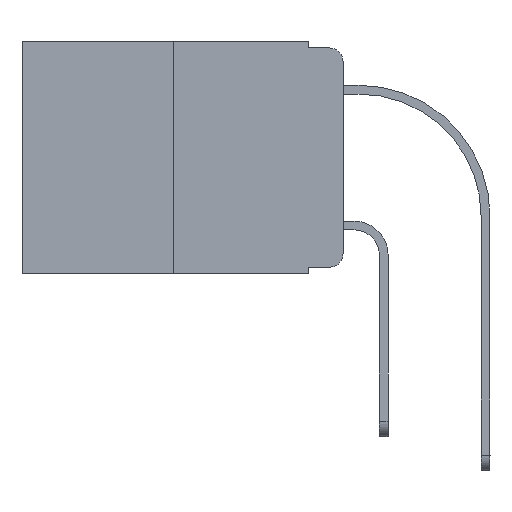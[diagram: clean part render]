
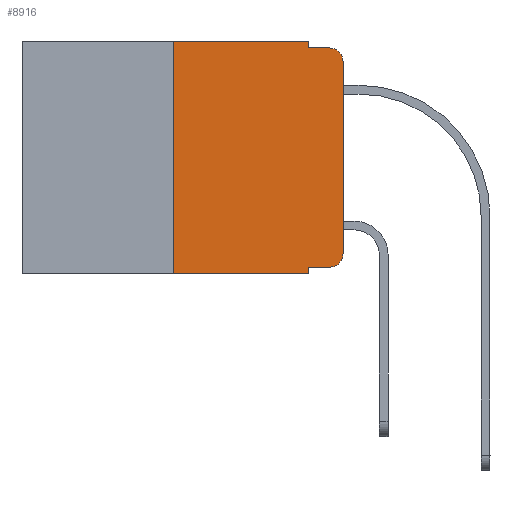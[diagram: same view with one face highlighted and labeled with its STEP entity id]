
A CAD part, left-side view. The second image highlights one B-rep face of the part: STEP entity #8916.
In plain terms, the highlighted planar face has unit normal (-1, 0, 0).
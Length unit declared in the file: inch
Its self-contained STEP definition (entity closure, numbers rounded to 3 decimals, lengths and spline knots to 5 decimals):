
#22 = VERTEX_POINT ( 'NONE', #17265 ) ;
#272 = VERTEX_POINT ( 'NONE', #13572 ) ;
#324 = VERTEX_POINT ( 'NONE', #4784 ) ;
#726 = DIRECTION ( 'NONE',  ( -1., 0., 0. ) ) ;
#909 = ORIENTED_EDGE ( 'NONE', *, *, #12721, .F. ) ;
#972 = LINE ( 'NONE', #4307, #21269 ) ;
#976 = CARTESIAN_POINT ( 'NONE',  ( 0., 0.051, -0.333 ) ) ;
#1003 = CIRCLE ( 'NONE', #11302, 0.02 ) ;
#1075 = CARTESIAN_POINT ( 'NONE',  ( 0., 0., -0.313 ) ) ;
#1491 = ORIENTED_EDGE ( 'NONE', *, *, #11209, .F. ) ;
#1653 = EDGE_LOOP ( 'NONE', ( #6598, #11662, #19172, #1491, #18525, #909, #9766, #9890, #19675, #6852 ) ) ;
#2061 = CARTESIAN_POINT ( 'NONE',  ( 0., 0.25, 0. ) ) ;
#2466 = LINE ( 'NONE', #12490, #5211 ) ;
#2829 = LINE ( 'NONE', #9625, #3332 ) ;
#2951 = DIRECTION ( 'NONE',  ( -1., 0., 0. ) ) ;
#3172 = DIRECTION ( 'NONE',  ( 0., 0., -1. ) ) ;
#3332 = VECTOR ( 'NONE', #12865, 39.37008 ) ;
#4045 = DIRECTION ( 'NONE',  ( 0., 0., -1. ) ) ;
#4081 = VERTEX_POINT ( 'NONE', #1075 ) ;
#4307 = CARTESIAN_POINT ( 'NONE',  ( 0., 0.473, -0.343 ) ) ;
#4784 = CARTESIAN_POINT ( 'NONE',  ( 0., 0.051, -0.333 ) ) ;
#5211 = VECTOR ( 'NONE', #19052, 39.37008 ) ;
#5976 = LINE ( 'NONE', #976, #21337 ) ;
#6506 = DIRECTION ( 'NONE',  ( 0., 0., -1. ) ) ;
#6539 = VECTOR ( 'NONE', #21290, 39.37008 ) ;
#6572 = CIRCLE ( 'NONE', #9429, 0.02 ) ;
#6598 = ORIENTED_EDGE ( 'NONE', *, *, #19504, .T. ) ;
#6852 = ORIENTED_EDGE ( 'NONE', *, *, #16727, .T. ) ;
#7607 = CARTESIAN_POINT ( 'NONE',  ( 0., 0.051, 0. ) ) ;
#8031 = LINE ( 'NONE', #19730, #15937 ) ;
#8180 = LINE ( 'NONE', #8622, #18837 ) ;
#8495 = VERTEX_POINT ( 'NONE', #14808 ) ;
#8596 = VERTEX_POINT ( 'NONE', #16586 ) ;
#8622 = CARTESIAN_POINT ( 'NONE',  ( 0., 0.051, 0. ) ) ;
#8916 = ADVANCED_FACE ( 'NONE', ( #16639 ), #21525, .F. ) ;
#9183 = LINE ( 'NONE', #2061, #15619 ) ;
#9197 = EDGE_CURVE ( 'NONE', #14395, #11980, #6572, .T. ) ;
#9299 = EDGE_CURVE ( 'NONE', #8495, #8596, #8031, .T. ) ;
#9429 = AXIS2_PLACEMENT_3D ( 'NONE', #18970, #726, #4045 ) ;
#9525 = DIRECTION ( 'NONE',  ( 1., 0., 0. ) ) ;
#9625 = CARTESIAN_POINT ( 'NONE',  ( 0., 0., 0. ) ) ;
#9766 = ORIENTED_EDGE ( 'NONE', *, *, #15167, .T. ) ;
#9890 = ORIENTED_EDGE ( 'NONE', *, *, #19913, .F. ) ;
#11101 = DIRECTION ( 'NONE',  ( 0., -1., 0. ) ) ;
#11108 = EDGE_CURVE ( 'NONE', #324, #17198, #5976, .T. ) ;
#11209 = EDGE_CURVE ( 'NONE', #8596, #272, #8180, .T. ) ;
#11302 = AXIS2_PLACEMENT_3D ( 'NONE', #18428, #2951, #3172 ) ;
#11662 = ORIENTED_EDGE ( 'NONE', *, *, #9197, .T. ) ;
#11730 = CARTESIAN_POINT ( 'NONE',  ( 0., 0.02, -0.333 ) ) ;
#11768 = CARTESIAN_POINT ( 'NONE',  ( 0., 0., -0.03 ) ) ;
#11980 = VERTEX_POINT ( 'NONE', #12608 ) ;
#12490 = CARTESIAN_POINT ( 'NONE',  ( 0., 0.051, -0.01 ) ) ;
#12608 = CARTESIAN_POINT ( 'NONE',  ( 0., 0.02, -0.01 ) ) ;
#12721 = EDGE_CURVE ( 'NONE', #15358, #8495, #9183, .T. ) ;
#12865 = DIRECTION ( 'NONE',  ( 0., 0., 1. ) ) ;
#13421 = DIRECTION ( 'NONE',  ( 0., 0., -1. ) ) ;
#13572 = CARTESIAN_POINT ( 'NONE',  ( 0., 0.051, -0.01 ) ) ;
#14395 = VERTEX_POINT ( 'NONE', #11768 ) ;
#14716 = LINE ( 'NONE', #7607, #6539 ) ;
#14808 = CARTESIAN_POINT ( 'NONE',  ( 0., 0.25, 0. ) ) ;
#15167 = EDGE_CURVE ( 'NONE', #15358, #22, #972, .T. ) ;
#15358 = VERTEX_POINT ( 'NONE', #21429 ) ;
#15619 = VECTOR ( 'NONE', #15869, 39.37008 ) ;
#15869 = DIRECTION ( 'NONE',  ( 0., 0., 1. ) ) ;
#15937 = VECTOR ( 'NONE', #16610, 39.37008 ) ;
#16001 = DIRECTION ( 'NONE',  ( 0., -1., 0. ) ) ;
#16133 = EDGE_CURVE ( 'NONE', #272, #11980, #2466, .T. ) ;
#16586 = CARTESIAN_POINT ( 'NONE',  ( 0., 0.051, 0. ) ) ;
#16610 = DIRECTION ( 'NONE',  ( 0., -1., 0. ) ) ;
#16639 = FACE_OUTER_BOUND ( 'NONE', #1653, .T. ) ;
#16727 = EDGE_CURVE ( 'NONE', #17198, #4081, #1003, .T. ) ;
#17198 = VERTEX_POINT ( 'NONE', #11730 ) ;
#17265 = CARTESIAN_POINT ( 'NONE',  ( 0., 0.051, -0.343 ) ) ;
#18428 = CARTESIAN_POINT ( 'NONE',  ( 0., 0.02, -0.313 ) ) ;
#18525 = ORIENTED_EDGE ( 'NONE', *, *, #9299, .F. ) ;
#18837 = VECTOR ( 'NONE', #13421, 39.37008 ) ;
#18970 = CARTESIAN_POINT ( 'NONE',  ( 0., 0.02, -0.03 ) ) ;
#19052 = DIRECTION ( 'NONE',  ( 0., -1., 0. ) ) ;
#19172 = ORIENTED_EDGE ( 'NONE', *, *, #16133, .F. ) ;
#19504 = EDGE_CURVE ( 'NONE', #4081, #14395, #2829, .T. ) ;
#19675 = ORIENTED_EDGE ( 'NONE', *, *, #11108, .T. ) ;
#19730 = CARTESIAN_POINT ( 'NONE',  ( 0., 0.473, 0. ) ) ;
#19913 = EDGE_CURVE ( 'NONE', #324, #22, #14716, .T. ) ;
#21269 = VECTOR ( 'NONE', #16001, 39.37008 ) ;
#21290 = DIRECTION ( 'NONE',  ( 0., 0., -1. ) ) ;
#21337 = VECTOR ( 'NONE', #11101, 39.37008 ) ;
#21429 = CARTESIAN_POINT ( 'NONE',  ( 0., 0.25, -0.343 ) ) ;
#21485 = AXIS2_PLACEMENT_3D ( 'NONE', #21745, #9525, #6506 ) ;
#21525 = PLANE ( 'NONE',  #21485 ) ;
#21745 = CARTESIAN_POINT ( 'NONE',  ( 0., 0.473, 0. ) ) ;
